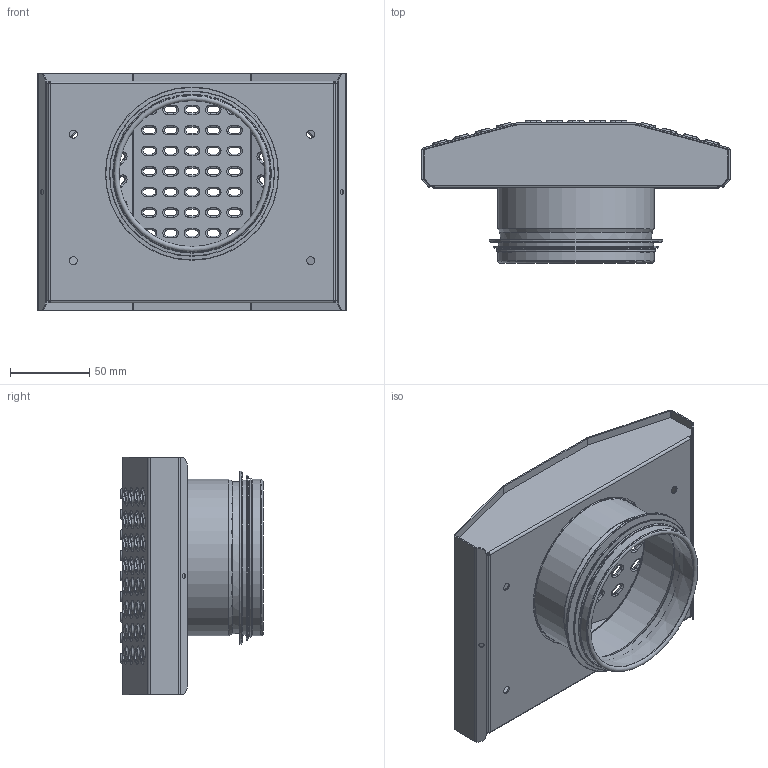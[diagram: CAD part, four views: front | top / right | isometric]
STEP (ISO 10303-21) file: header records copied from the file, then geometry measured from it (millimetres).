
FILE_DESCRIPTION(/* description */ ('Bakstycke HVDI/O'),/* implementation_level */ '2;1');
FILE_NAME(/* name */ 'HVDO-01.stp',/* time_stamp */ '2015-05-15T09:13:19+02:00',/* author */ ('John'),/* organization */ (''),/* preprocessor_version */ 'ST-DEVELOPER v15.6',/* originating_system */ 'Autodesk Inventor 2015',/* authorisation */ '');
FILE_SCHEMA (('AUTOMOTIVE_DESIGN { 1 0 10303 214 3 1 1 }'));
Length unit declared in the file: millimetre
Products named in the file (7): HVD-AA-01; ARFT ämne-03; 999003; CÖ10003; HVD-AB-01; HVDO-AA-03; HVDO-01
Assembly tree (6 placements, depth 4):
  HVDO-01
    HVD-AB-01
      HVD-AA-01
      CÖ10003
        ARFT ämne-03
        999003
    HVDO-AA-03
Bounding box: 194.77 x 89.97 x 150 mm (x, y, z)
Volume: 83925.5 mm3; surface area: 195602 mm2
Topology: 4 solids, 4 shells, 1575 faces, 3834 edges, 2380 vertices
Faces by surface type: cylinder 704, torus 446, plane 419, cone 6
Full cylindrical faces by diameter (mm): 3.3 x2, 5 x4, 95.45 x1, 98.05 x5, 99.05 x2, 102 x1, 104.45 x1, 109.45 x1, 112.05 x1
Entity records: 46961 total; most frequent: DIRECTION 9044, CARTESIAN_POINT 7754, ORIENTED_EDGE 7586, EDGE_CURVE 3793, AXIS2_PLACEMENT_3D 3663, VERTEX_POINT 2373, CIRCLE 2075, EDGE_LOOP 1958
